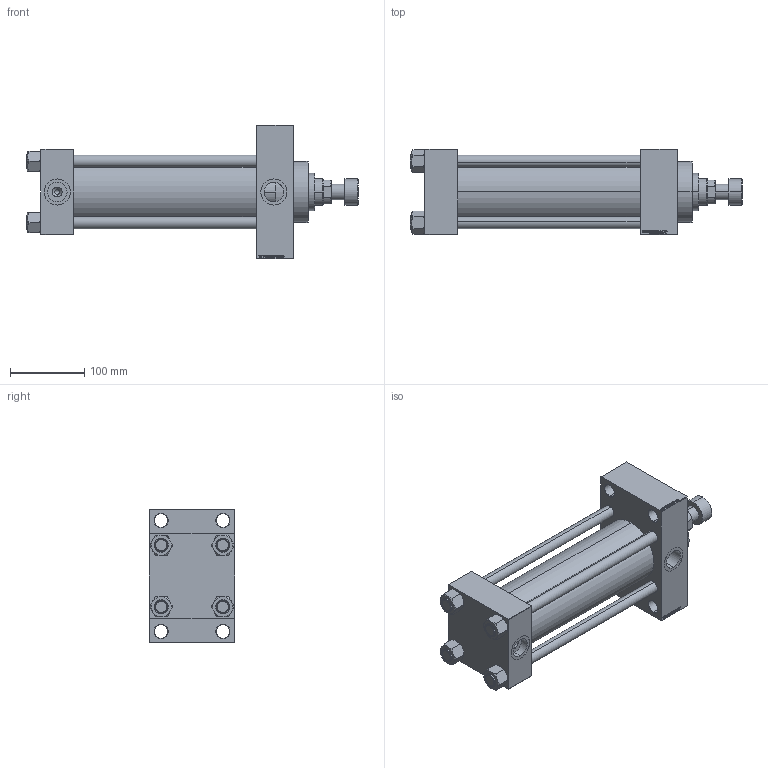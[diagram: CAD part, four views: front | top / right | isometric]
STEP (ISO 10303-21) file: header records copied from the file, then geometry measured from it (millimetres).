
FILE_DESCRIPTION (( 'STEP AP203' ), '1' );
FILE_NAME ('ef3d.STEP', '2022-04-15T13:16:14', ( '' ), ( '' ), 'SwSTEP 2.0', 'SolidWorks 2019', '' );
FILE_SCHEMA (( 'CONFIG_CONTROL_DESIGN' ));
Length unit declared in the file: millimetre
Products named in the file (7): V215CR_D_TYCINKA 45fbe4e224cca16726d67643bb18246c; V215CR_VCP_D 45fbe4e224cca16726d67643bb18246c; V215_VC_A 45fbe4e224cca16726d67643bb18246c; ef3d; NUT_M5_D 45fbe4e224cca16726d67643bb18246c; V215CR_ROD_END_F 45fbe4e224cca16726d67643bb18246c; V215CR_D_Body 45fbe4e224cca16726d67643bb18246c
Assembly tree (12 placements, depth 2):
  ef3d
    V215CR_D_Body 45fbe4e224cca16726d67643bb18246c
    V215CR_VCP_D 45fbe4e224cca16726d67643bb18246c
    NUT_M5_D 45fbe4e224cca16726d67643bb18246c  x4
    V215CR_D_TYCINKA 45fbe4e224cca16726d67643bb18246c  x4
    V215_VC_A 45fbe4e224cca16726d67643bb18246c
    V215CR_ROD_END_F 45fbe4e224cca16726d67643bb18246c
Bounding box: 446 x 115 x 180 mm (x, y, z)
Volume: 2489256.6 mm3; surface area: 449766.7 mm2
Topology: 12 solids, 12 shells, 1174 faces, 2946 edges, 1911 vertices
Faces by surface type: plane 551, bspline 368, cone 146, cylinder 97, torus 12
Entity records: 48373 total; most frequent: CARTESIAN_POINT 25279, ORIENTED_EDGE 5156, DIRECTION 3392, EDGE_CURVE 2578, VERTEX_POINT 1689, VECTOR 1540, LINE 1540, EDGE_LOOP 1153
